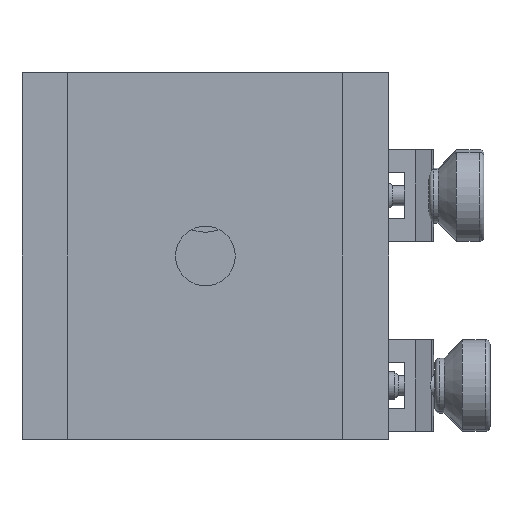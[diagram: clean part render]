
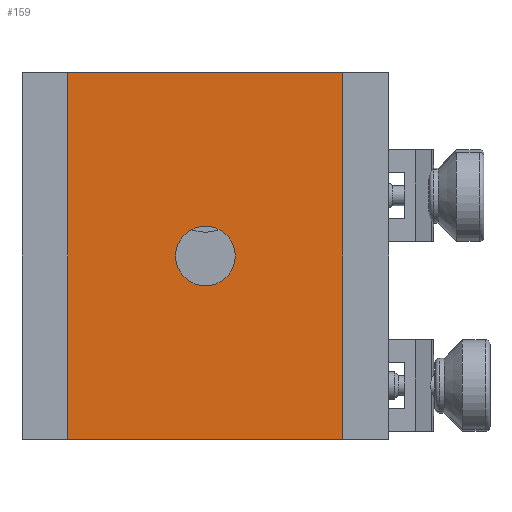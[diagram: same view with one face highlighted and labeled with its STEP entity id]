
A CAD part, front view. The second image highlights one B-rep face of the part: STEP entity #159.
In plain terms, the highlighted planar face has unit normal (0, -1, 0).
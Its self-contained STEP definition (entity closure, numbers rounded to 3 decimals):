
#159 = ADVANCED_FACE ( 'NONE', ( #9715, #10885 ), #16371, .T. ) ;
#317 = CARTESIAN_POINT ( 'NONE',  ( 0., -6., 0. ) ) ;
#890 = DIRECTION ( 'NONE',  ( 1., 0., 0. ) ) ;
#967 = DIRECTION ( 'NONE',  ( 0., 0., 1. ) ) ;
#1106 = EDGE_CURVE ( 'NONE', #6158, #9077, #12611, .T. ) ;
#1341 = EDGE_LOOP ( 'NONE', ( #15863, #15748 ) ) ;
#1399 = CARTESIAN_POINT ( 'NONE',  ( -15., -6., 20. ) ) ;
#1795 = DIRECTION ( 'NONE',  ( 0., 0., -1. ) ) ;
#1834 = ORIENTED_EDGE ( 'NONE', *, *, #4278, .T. ) ;
#1886 = ORIENTED_EDGE ( 'NONE', *, *, #8452, .F. ) ;
#3381 = VECTOR ( 'NONE', #11826, 1000. ) ;
#3404 = VERTEX_POINT ( 'NONE', #12844 ) ;
#3498 = CARTESIAN_POINT ( 'NONE',  ( 0., -6., -20. ) ) ;
#3979 = DIRECTION ( 'NONE',  ( 0., 0., -1. ) ) ;
#4278 = EDGE_CURVE ( 'NONE', #9077, #6587, #10155, .T. ) ;
#4441 = AXIS2_PLACEMENT_3D ( 'NONE', #317, #11042, #9702 ) ;
#4879 = CARTESIAN_POINT ( 'NONE',  ( 15., -6., -20. ) ) ;
#5010 = CARTESIAN_POINT ( 'NONE',  ( 15., -6., 20. ) ) ;
#5128 = CARTESIAN_POINT ( 'NONE',  ( 15., -6., 294.662 ) ) ;
#6098 = CARTESIAN_POINT ( 'NONE',  ( 3.25, -6., 0. ) ) ;
#6158 = VERTEX_POINT ( 'NONE', #1399 ) ;
#6587 = VERTEX_POINT ( 'NONE', #4879 ) ;
#6738 = DIRECTION ( 'NONE',  ( 1., 0., 0. ) ) ;
#7404 = EDGE_CURVE ( 'NONE', #15954, #3404, #11804, .T. ) ;
#7613 = LINE ( 'NONE', #5128, #11448 ) ;
#8305 = EDGE_CURVE ( 'NONE', #3404, #15954, #12381, .T. ) ;
#8452 = EDGE_CURVE ( 'NONE', #6158, #11648, #13470, .T. ) ;
#9042 = EDGE_LOOP ( 'NONE', ( #11454, #1834, #14638, #1886 ) ) ;
#9077 = VERTEX_POINT ( 'NONE', #14988 ) ;
#9702 = DIRECTION ( 'NONE',  ( 1., 0., 0. ) ) ;
#9715 = FACE_OUTER_BOUND ( 'NONE', #9042, .T. ) ;
#10155 = LINE ( 'NONE', #3498, #3381 ) ;
#10280 = DIRECTION ( 'NONE',  ( 0., -1., 0. ) ) ;
#10700 = AXIS2_PLACEMENT_3D ( 'NONE', #14271, #10280, #890 ) ;
#10885 = FACE_BOUND ( 'NONE', #1341, .T. ) ;
#11042 = DIRECTION ( 'NONE',  ( 0., -1., 0. ) ) ;
#11448 = VECTOR ( 'NONE', #967, 1000. ) ;
#11454 = ORIENTED_EDGE ( 'NONE', *, *, #1106, .T. ) ;
#11648 = VERTEX_POINT ( 'NONE', #5010 ) ;
#11795 = VECTOR ( 'NONE', #1795, 1000. ) ;
#11804 = CIRCLE ( 'NONE', #4441, 3.25 ) ;
#11826 = DIRECTION ( 'NONE',  ( 1., 0., 0. ) ) ;
#12381 = CIRCLE ( 'NONE', #10700, 3.25 ) ;
#12611 = LINE ( 'NONE', #15265, #11795 ) ;
#12740 = EDGE_CURVE ( 'NONE', #6587, #11648, #7613, .T. ) ;
#12844 = CARTESIAN_POINT ( 'NONE',  ( -3.25, -6., 0. ) ) ;
#13470 = LINE ( 'NONE', #17366, #15520 ) ;
#14271 = CARTESIAN_POINT ( 'NONE',  ( 0., -6., 0. ) ) ;
#14638 = ORIENTED_EDGE ( 'NONE', *, *, #12740, .T. ) ;
#14783 = CARTESIAN_POINT ( 'NONE',  ( 0., -6., 0. ) ) ;
#14988 = CARTESIAN_POINT ( 'NONE',  ( -15., -6., -20. ) ) ;
#15265 = CARTESIAN_POINT ( 'NONE',  ( -15., -6., 294.662 ) ) ;
#15520 = VECTOR ( 'NONE', #6738, 1000. ) ;
#15748 = ORIENTED_EDGE ( 'NONE', *, *, #7404, .F. ) ;
#15863 = ORIENTED_EDGE ( 'NONE', *, *, #8305, .F. ) ;
#15954 = VERTEX_POINT ( 'NONE', #6098 ) ;
#16371 = PLANE ( 'NONE',  #16964 ) ;
#16964 = AXIS2_PLACEMENT_3D ( 'NONE', #14783, #17540, #3979 ) ;
#17366 = CARTESIAN_POINT ( 'NONE',  ( 0., -6., 20. ) ) ;
#17540 = DIRECTION ( 'NONE',  ( 0., -1., 0. ) ) ;
